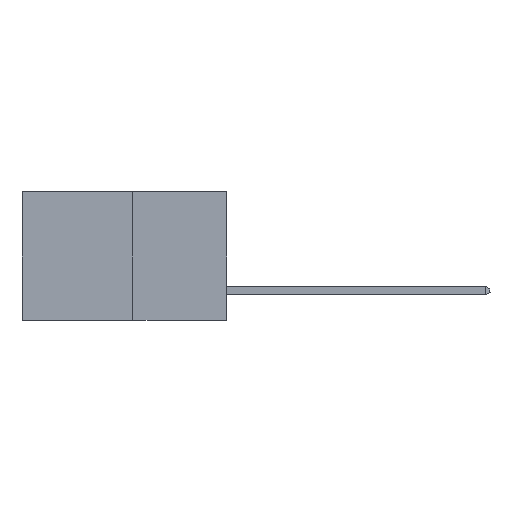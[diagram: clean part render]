
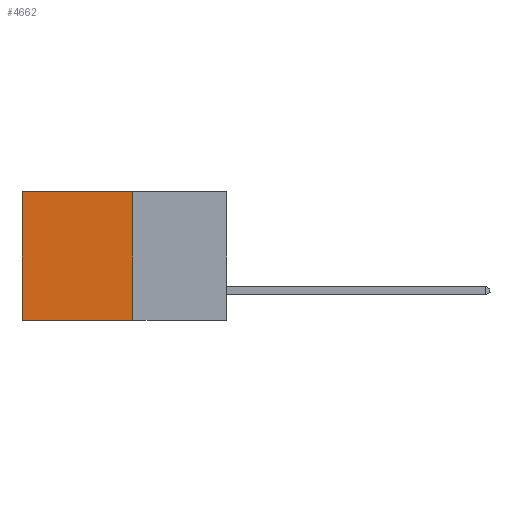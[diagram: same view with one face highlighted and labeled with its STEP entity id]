
A CAD part, left-side view. The second image highlights one B-rep face of the part: STEP entity #4662.
In plain terms, the highlighted planar face has unit normal (-1, 0, 0).
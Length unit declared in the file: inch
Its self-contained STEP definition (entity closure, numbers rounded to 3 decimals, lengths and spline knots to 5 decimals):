
#518 = VERTEX_POINT ( 'NONE', #10901 ) ;
#1592 = ORIENTED_EDGE ( 'NONE', *, *, #14813, .T. ) ;
#2084 = CARTESIAN_POINT ( 'NONE',  ( 0.277, 0.59, -0.37 ) ) ;
#2696 = EDGE_CURVE ( 'NONE', #20289, #518, #13882, .T. ) ;
#2792 = LINE ( 'NONE', #14889, #19014 ) ;
#4132 = LINE ( 'NONE', #11457, #20809 ) ;
#4317 = VECTOR ( 'NONE', #9907, 39.37008 ) ;
#4384 = EDGE_CURVE ( 'NONE', #20289, #9598, #11512, .T. ) ;
#4662 = ADVANCED_FACE ( 'NONE', ( #14527 ), #7264, .F. ) ;
#6078 = ORIENTED_EDGE ( 'NONE', *, *, #13256, .F. ) ;
#6719 = DIRECTION ( 'NONE',  ( 0., 0., -1. ) ) ;
#7190 = DIRECTION ( 'NONE',  ( 0., 0., -1. ) ) ;
#7210 = DIRECTION ( 'NONE',  ( 1., 0., 0. ) ) ;
#7264 = PLANE ( 'NONE',  #15407 ) ;
#7482 = CARTESIAN_POINT ( 'NONE',  ( 0.277, 0.27, -0.37 ) ) ;
#9598 = VERTEX_POINT ( 'NONE', #18711 ) ;
#9804 = ORIENTED_EDGE ( 'NONE', *, *, #2696, .F. ) ;
#9907 = DIRECTION ( 'NONE',  ( 0., 1., 0. ) ) ;
#9961 = EDGE_LOOP ( 'NONE', ( #1592, #6078, #9804, #20477 ) ) ;
#10084 = CARTESIAN_POINT ( 'NONE',  ( 0.277, 0.27, 0. ) ) ;
#10901 = CARTESIAN_POINT ( 'NONE',  ( 0.277, 0.27, -0.37 ) ) ;
#11457 = CARTESIAN_POINT ( 'NONE',  ( 0.277, 0.27, -0.37 ) ) ;
#11512 = LINE ( 'NONE', #10084, #4317 ) ;
#13256 = EDGE_CURVE ( 'NONE', #518, #18757, #4132, .T. ) ;
#13882 = LINE ( 'NONE', #15109, #17601 ) ;
#14527 = FACE_OUTER_BOUND ( 'NONE', #9961, .T. ) ;
#14711 = DIRECTION ( 'NONE',  ( 0., 1., 0. ) ) ;
#14813 = EDGE_CURVE ( 'NONE', #9598, #18757, #2792, .T. ) ;
#14889 = CARTESIAN_POINT ( 'NONE',  ( 0.277, 0.59, -0.37 ) ) ;
#14907 = DIRECTION ( 'NONE',  ( 0., 0., -1. ) ) ;
#15109 = CARTESIAN_POINT ( 'NONE',  ( 0.277, 0.27, -0.37 ) ) ;
#15407 = AXIS2_PLACEMENT_3D ( 'NONE', #7482, #7210, #7190 ) ;
#15508 = CARTESIAN_POINT ( 'NONE',  ( 0.277, 0.27, 0. ) ) ;
#17601 = VECTOR ( 'NONE', #14907, 39.37008 ) ;
#18711 = CARTESIAN_POINT ( 'NONE',  ( 0.277, 0.59, 0. ) ) ;
#18757 = VERTEX_POINT ( 'NONE', #2084 ) ;
#19014 = VECTOR ( 'NONE', #6719, 39.37008 ) ;
#20289 = VERTEX_POINT ( 'NONE', #15508 ) ;
#20477 = ORIENTED_EDGE ( 'NONE', *, *, #4384, .T. ) ;
#20809 = VECTOR ( 'NONE', #14711, 39.37008 ) ;
